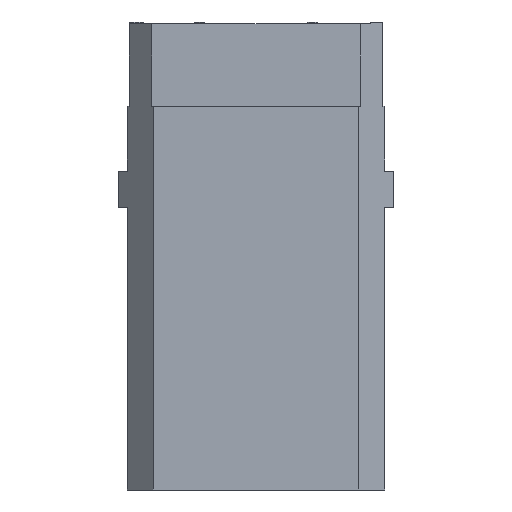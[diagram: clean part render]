
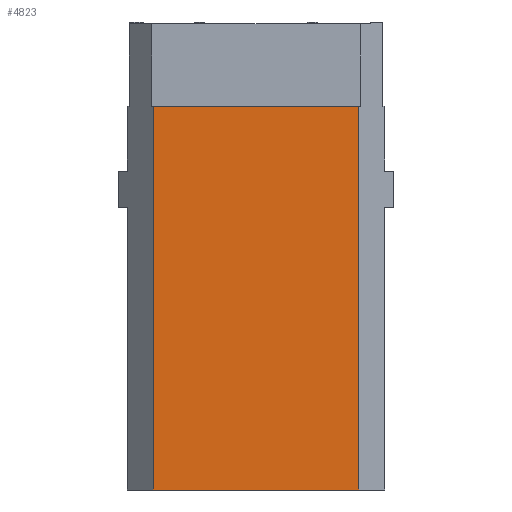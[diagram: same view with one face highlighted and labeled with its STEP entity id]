
A CAD part, left-side view. The second image highlights one B-rep face of the part: STEP entity #4823.
In plain terms, the highlighted planar face has unit normal (-1, 0, 0).
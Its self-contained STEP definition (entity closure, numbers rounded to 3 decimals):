
#858=DIRECTION('',(0.,0.,-1.));
#859=VECTOR('',#858,31.369);
#860=CARTESIAN_POINT('',(-9.246,-8.382,-6.731));
#861=LINE('',#860,#859);
#1038=DIRECTION('',(0.,-1.,0.));
#1039=VECTOR('',#1038,16.764);
#1040=CARTESIAN_POINT('',(-9.246,8.382,-38.1));
#1041=LINE('',#1040,#1039);
#1098=DIRECTION('',(0.,-1.,0.));
#1099=VECTOR('',#1098,16.764);
#1100=CARTESIAN_POINT('',(-9.246,8.382,-6.731));
#1101=LINE('',#1100,#1099);
#1102=DIRECTION('',(0.,0.,-1.));
#1103=VECTOR('',#1102,31.369);
#1104=CARTESIAN_POINT('',(-9.246,8.382,-6.731));
#1105=LINE('',#1104,#1103);
#3035=CARTESIAN_POINT('',(-9.246,8.382,-38.1));
#3037=VERTEX_POINT('',#3035);
#3038=CARTESIAN_POINT('',(-9.246,-8.382,-38.1));
#3039=VERTEX_POINT('',#3038);
#3359=CARTESIAN_POINT('',(-9.246,8.382,-6.731));
#3361=VERTEX_POINT('',#3359);
#3364=CARTESIAN_POINT('',(-9.246,-8.382,-6.731));
#3365=VERTEX_POINT('',#3364);
#4812=CARTESIAN_POINT('',(-9.246,8.382,0.));
#4813=DIRECTION('',(-1.,0.,0.));
#4814=DIRECTION('',(0.,-1.,0.));
#4815=AXIS2_PLACEMENT_3D('',#4812,#4813,#4814);
#4816=PLANE('',#4815);
#4817=ORIENTED_EDGE('',*,*,#4535,.T.);
#4818=ORIENTED_EDGE('',*,*,#4489,.T.);
#4819=ORIENTED_EDGE('',*,*,#4760,.F.);
#4820=ORIENTED_EDGE('',*,*,#4589,.F.);
#4821=EDGE_LOOP('',(#4817,#4818,#4819,#4820));
#4822=FACE_OUTER_BOUND('',#4821,.F.);
#4489=EDGE_CURVE('',#3365,#3039,#861,.T.);
#4535=EDGE_CURVE('',#3361,#3365,#1101,.T.);
#4589=EDGE_CURVE('',#3361,#3037,#1105,.T.);
#4760=EDGE_CURVE('',#3037,#3039,#1041,.T.);
#4823=ADVANCED_FACE('',(#4822),#4816,.T.);
